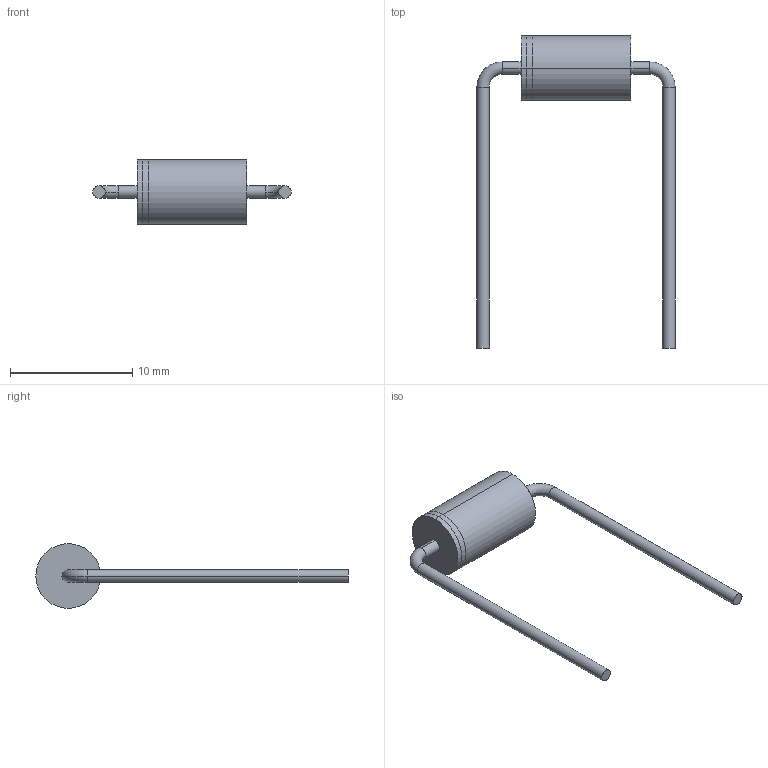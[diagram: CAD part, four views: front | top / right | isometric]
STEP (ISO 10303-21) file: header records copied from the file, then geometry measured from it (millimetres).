
FILE_DESCRIPTION (( 'STEP AP214' ), '1' );
FILE_NAME ('1N5908.STEP', '2024-02-01T12:09:52', ( 'LENOVO' ), ( '' ), 'SwSTEP 2.0', 'SolidWorks 2021', '' );
FILE_SCHEMA (( 'AUTOMOTIVE_DESIGN' ));
Length unit declared in the file: millimetre
Products named in the file (1): 1N5908
Bounding box: 16.25 x 25.6 x 5.3 mm (x, y, z)
Volume: 239.3 mm3; surface area: 386.9 mm2
Topology: 4 solids, 4 shells, 32 faces, 62 edges, 40 vertices
Faces by surface type: cylinder 18, plane 10, torus 4
Entity records: 903 total; most frequent: DIRECTION 172, CARTESIAN_POINT 135, ORIENTED_EDGE 124, AXIS2_PLACEMENT_3D 77, EDGE_CURVE 62, CIRCLE 44, VERTEX_POINT 40, EDGE_LOOP 36
